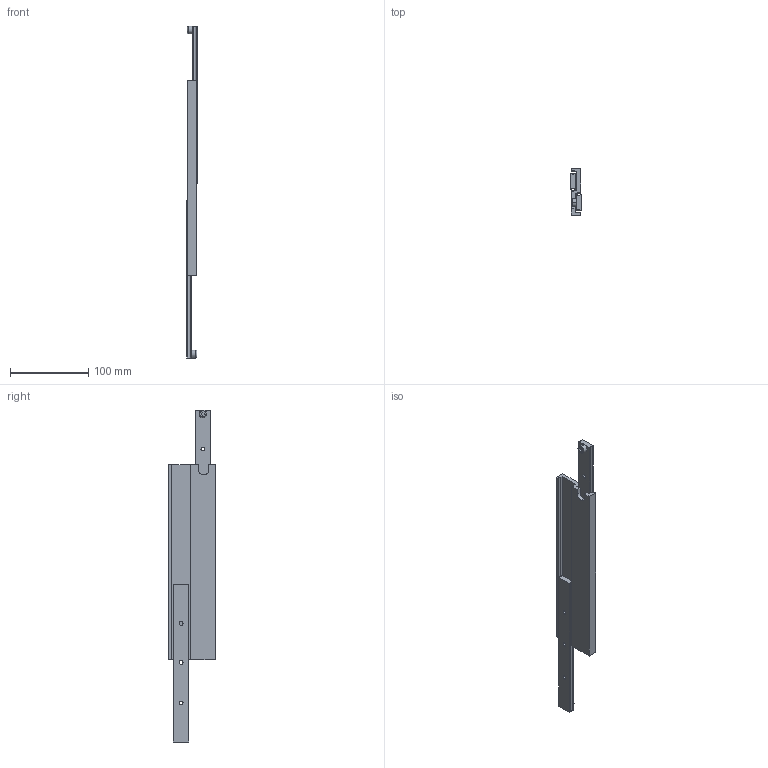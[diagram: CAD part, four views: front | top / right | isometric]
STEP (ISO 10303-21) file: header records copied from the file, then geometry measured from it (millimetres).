
FILE_DESCRIPTION (( 'STEP AP214' ), '1' );
FILE_NAME ('STR60-250.STEP', '2021-08-09T11:24:38', ( '' ), ( '' ), 'SwSTEP 2.0', 'SolidWorks 2020', '' );
FILE_SCHEMA (( 'AUTOMOTIVE_DESIGN' ));
Length unit declared in the file: millimetre
Products named in the file (3): masko30_250; STR60-250; zensko60_250
Assembly tree (3 placements, depth 2):
  STR60-250
    masko30_250  x2
    zensko60_250
Bounding box: 14 x 60 x 425.19 mm (x, y, z)
Volume: 138798.5 mm3; surface area: 66980.4 mm2
Topology: 3 solids, 3 shells, 88 faces, 232 edges, 152 vertices
Faces by surface type: plane 56, cylinder 28, torus 4
Entity records: 2003 total; most frequent: DIRECTION 333, CARTESIAN_POINT 333, ORIENTED_EDGE 322, EDGE_CURVE 161, VECTOR 121, LINE 121, AXIS2_PLACEMENT_3D 106, VERTEX_POINT 106
